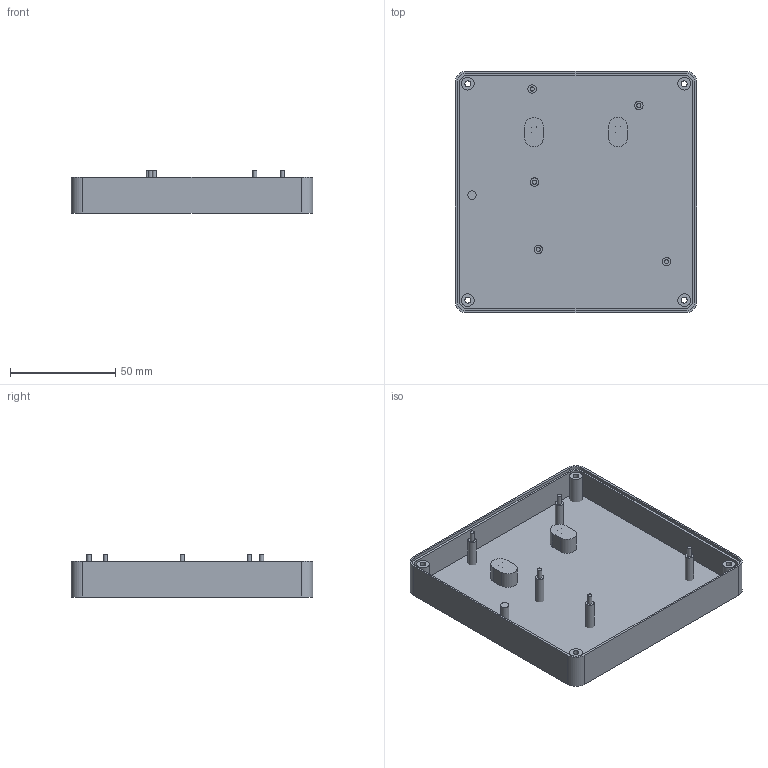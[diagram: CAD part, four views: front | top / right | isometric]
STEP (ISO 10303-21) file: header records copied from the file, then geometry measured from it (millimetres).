
FILE_DESCRIPTION(/* description */ (''),/* implementation_level */ '2;1');
FILE_NAME(/* name */ 'BOX_BOTTOM_v0.0.4.step',/* time_stamp */ '2023-05-26T14:19:34+07:00',/* author */ (''),/* organization */ (''),/* preprocessor_version */ 'ST-DEVELOPER v19.2',/* originating_system */ 'Autodesk Translation Framework v12.4.0.73',/* authorisation */ '');
FILE_SCHEMA (('AUTOMOTIVE_DESIGN { 1 0 10303 214 3 1 1 }'));
Length unit declared in the file: millimetre
Products named in the file (4): Untitled; Drawing; BOTTOM; Component7
Assembly tree (3 placements, depth 2):
  Untitled
    Drawing
    BOTTOM
    Component7
Bounding box: 115 x 115 x 20 mm (x, y, z)
Volume: 42477.5 mm3; surface area: 45991.4 mm2
Topology: 16 solids, 16 shells, 136 faces, 298 edges, 196 vertices
Faces by surface type: plane 56, cylinder 56, bspline 16, cone 8
Full cylindrical faces by diameter (mm): 1.978 x2, 1.986 x2, 1.987 x2, 1.994 x2, 2.003 x2, 2.8 x8, 4 x6, 6 x4
Entity records: 3938 total; most frequent: CARTESIAN_POINT 797, DIRECTION 644, ORIENTED_EDGE 596, EDGE_CURVE 298, AXIS2_PLACEMENT_3D 251, VERTEX_POINT 196, EDGE_LOOP 176, LINE 142
